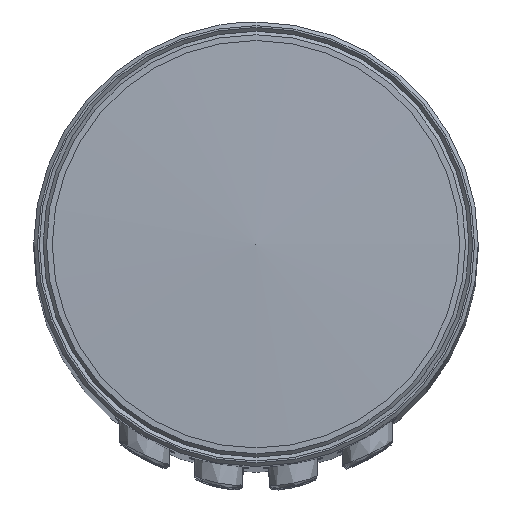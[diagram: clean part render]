
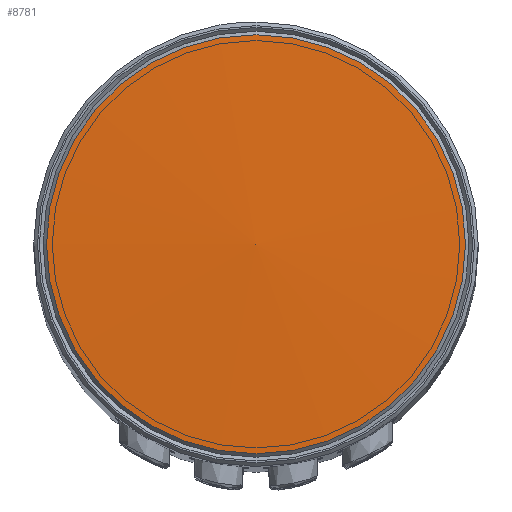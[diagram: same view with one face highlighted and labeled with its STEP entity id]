
A CAD part, top view. The second image highlights one B-rep face of the part: STEP entity #8781.
In plain terms, the highlighted spherical face has radius 189.104 mm.
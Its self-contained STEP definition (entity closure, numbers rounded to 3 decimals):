
#19=SPHERICAL_SURFACE('',#9607,189.104);
#1229=CIRCLE('',#9606,11.312);
#3656=ORIENTED_EDGE('',*,*,#4841,.T.);
#4841=EDGE_CURVE('',#5684,#5684,#1229,.T.);
#5684=VERTEX_POINT('',#27185);
#7164=EDGE_LOOP('',(#3656));
#8086=FACE_BOUND('',#7164,.T.);
#8781=ADVANCED_FACE('',(#8086),#19,.T.);
#9606=AXIS2_PLACEMENT_3D('',#27184,#11229,#11230);
#9607=AXIS2_PLACEMENT_3D('',#27186,#11231,#11232);
#11229=DIRECTION('',(0.,0.,1.));
#11230=DIRECTION('',(1.,0.,0.));
#11231=DIRECTION('',(0.,0.,1.));
#11232=DIRECTION('',(1.,0.,0.));
#27184=CARTESIAN_POINT('',(0.,0.,0.011));
#27185=CARTESIAN_POINT('',(11.312,0.,0.011));
#27186=CARTESIAN_POINT('',(0.,0.,-188.754));
